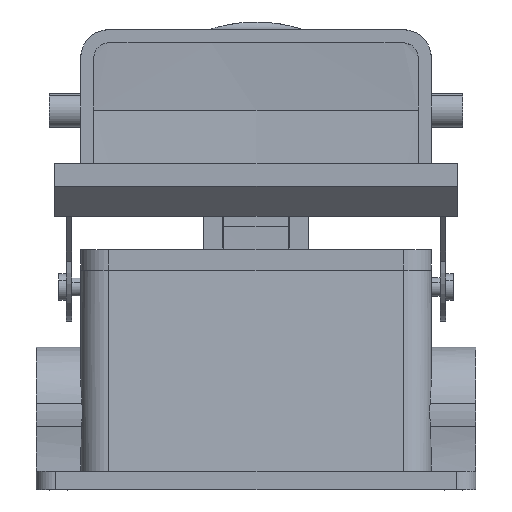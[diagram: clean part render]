
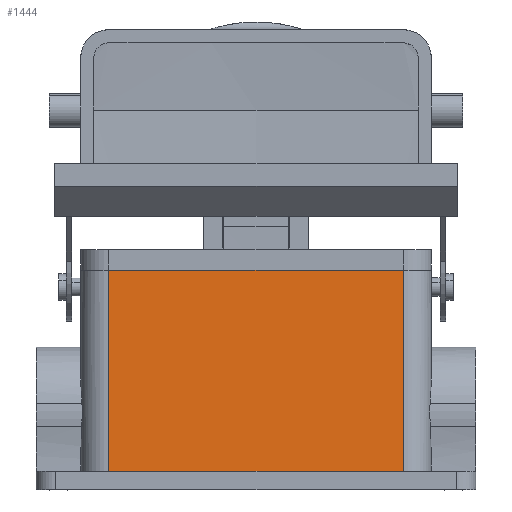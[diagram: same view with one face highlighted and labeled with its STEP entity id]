
A CAD part, left-side view. The second image highlights one B-rep face of the part: STEP entity #1444.
In plain terms, the highlighted planar face has unit normal (-0.999, 0, 0.044).
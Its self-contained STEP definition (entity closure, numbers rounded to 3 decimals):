
#1431=AXIS2_PLACEMENT_3D('Plane Axis2P3D',#1428,#1429,#1430) ;
#690=CARTESIAN_POINT('Vertex',(16.164,19.35,5.)) ;
#693=CARTESIAN_POINT('Line Origine',(16.164,58.5,5.)) ;
#697=CARTESIAN_POINT('Vertex',(16.164,97.65,5.)) ;
#768=CARTESIAN_POINT('Line Origine',(17.274,97.65,30.414)) ;
#772=CARTESIAN_POINT('Vertex',(18.5,97.65,58.5)) ;
#1410=CARTESIAN_POINT('Vertex',(18.5,19.35,58.5)) ;
#1413=CARTESIAN_POINT('Line Origine',(17.274,19.35,30.414)) ;
#1428=CARTESIAN_POINT('Axis2P3D Location',(18.5,58.5,58.5)) ;
#1433=CARTESIAN_POINT('Line Origine',(18.5,58.5,58.5)) ;
#694=DIRECTION('Vector Direction',(0.,1.,0.)) ;
#769=DIRECTION('Vector Direction',(0.044,0.,0.999)) ;
#1414=DIRECTION('Vector Direction',(0.044,0.,0.999)) ;
#1429=DIRECTION('Axis2P3D Direction',(-0.999,0.,0.044)) ;
#1430=DIRECTION('Axis2P3D XDirection',(0.,1.,0.)) ;
#1434=DIRECTION('Vector Direction',(0.,1.,0.)) ;
#695=VECTOR('Line Direction',#694,1.) ;
#770=VECTOR('Line Direction',#769,1.) ;
#1415=VECTOR('Line Direction',#1414,1.) ;
#1435=VECTOR('Line Direction',#1434,1.) ;
#1439=ORIENTED_EDGE('',*,*,#1417,.F.) ;
#1440=ORIENTED_EDGE('',*,*,#1437,.F.) ;
#1441=ORIENTED_EDGE('',*,*,#774,.F.) ;
#1442=ORIENTED_EDGE('',*,*,#699,.F.) ;
#1444=ADVANCED_FACE('Housing',(#1443),#1432,.T.) ;
#699=EDGE_CURVE('',#691,#698,#696,.T.) ;
#774=EDGE_CURVE('',#698,#773,#771,.T.) ;
#1417=EDGE_CURVE('',#1411,#691,#1416,.F.) ;
#1437=EDGE_CURVE('',#773,#1411,#1436,.F.) ;
#1438=EDGE_LOOP('',(#1439,#1440,#1441,#1442)) ;
#1443=FACE_OUTER_BOUND('',#1438,.T.) ;
#696=LINE('Line',#693,#695) ;
#771=LINE('Line',#768,#770) ;
#1416=LINE('Line',#1413,#1415) ;
#1436=LINE('Line',#1433,#1435) ;
#1432=PLANE('',#1431) ;
#691=VERTEX_POINT('',#690) ;
#698=VERTEX_POINT('',#697) ;
#773=VERTEX_POINT('',#772) ;
#1411=VERTEX_POINT('',#1410) ;
